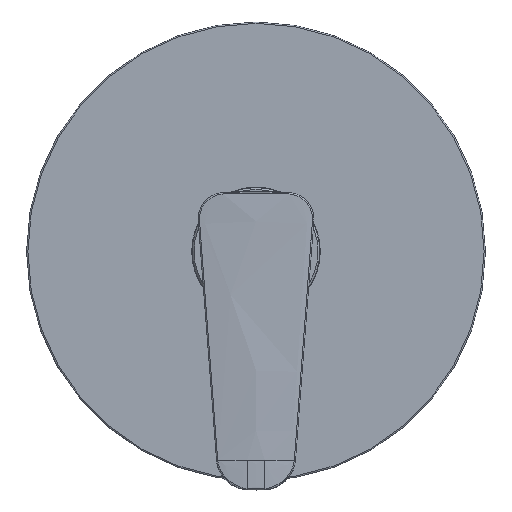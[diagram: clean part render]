
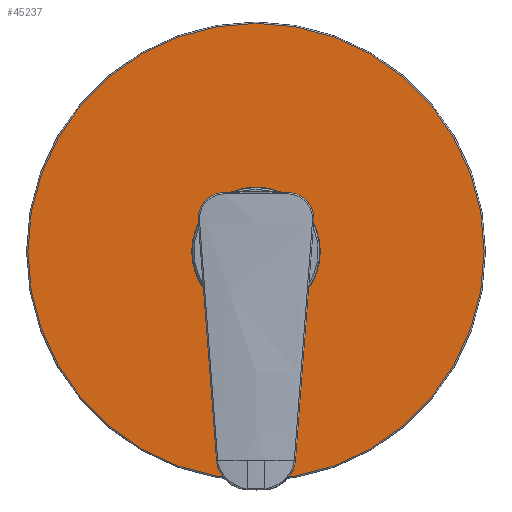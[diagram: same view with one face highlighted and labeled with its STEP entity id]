
A CAD part, top view. The second image highlights one B-rep face of the part: STEP entity #45237.
In plain terms, the highlighted planar face has unit normal (0, 0, 1).
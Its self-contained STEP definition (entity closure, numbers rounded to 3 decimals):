
#44548=CARTESIAN_POINT('',(0.,0.,60.));
#44549=DIRECTION('',(0.,0.,1.));
#44550=DIRECTION('',(1.,0.,0.));
#44551=AXIS2_PLACEMENT_3D('',#44548,#44549,#44550);
#44553=CARTESIAN_POINT('',(0.,0.,60.));
#44554=DIRECTION('',(0.,0.,1.));
#44555=DIRECTION('',(-1.,0.,0.));
#44556=AXIS2_PLACEMENT_3D('',#44553,#44554,#44555);
#44558=CARTESIAN_POINT('',(0.,0.,60.));
#44559=DIRECTION('',(0.,0.,-1.));
#44560=DIRECTION('',(-1.,0.,0.));
#44561=AXIS2_PLACEMENT_3D('',#44558,#44559,#44560);
#44563=CARTESIAN_POINT('',(0.,0.,60.));
#44564=DIRECTION('',(0.,0.,-1.));
#44565=DIRECTION('',(1.,0.,0.));
#44566=AXIS2_PLACEMENT_3D('',#44563,#44564,#44565);
#44768=CARTESIAN_POINT('',(-24.25,0.,60.));
#44769=CARTESIAN_POINT('',(24.25,0.,60.));
#44770=VERTEX_POINT('',#44768);
#44771=VERTEX_POINT('',#44769);
#44776=CARTESIAN_POINT('',(86.,0.,60.));
#44777=CARTESIAN_POINT('',(-86.,0.,60.));
#44778=VERTEX_POINT('',#44776);
#44779=VERTEX_POINT('',#44777);
#45221=CARTESIAN_POINT('',(0.,0.,60.));
#45222=DIRECTION('',(0.,0.,1.));
#45223=DIRECTION('',(-1.,0.,0.));
#45224=AXIS2_PLACEMENT_3D('',#45221,#45222,#45223);
#45225=PLANE('',#45224);
#45227=ORIENTED_EDGE('',*,*,#45226,.F.);
#45228=ORIENTED_EDGE('',*,*,#45204,.F.);
#45229=EDGE_LOOP('',(#45227,#45228));
#45230=FACE_OUTER_BOUND('',#45229,.F.);
#45232=ORIENTED_EDGE('',*,*,#45231,.F.);
#45234=ORIENTED_EDGE('',*,*,#45233,.F.);
#45235=EDGE_LOOP('',(#45232,#45234));
#45236=FACE_BOUND('',#45235,.F.);
#45237=ADVANCED_FACE('',(#45230,#45236),#45225,.T.);
#44552=CIRCLE('',#44551,86.);
#44557=CIRCLE('',#44556,86.);
#44562=CIRCLE('',#44561,24.25);
#44567=CIRCLE('',#44566,24.25);
#45204=EDGE_CURVE('',#44779,#44778,#44557,.T.);
#45226=EDGE_CURVE('',#44778,#44779,#44552,.T.);
#45231=EDGE_CURVE('',#44770,#44771,#44562,.T.);
#45233=EDGE_CURVE('',#44771,#44770,#44567,.T.);
